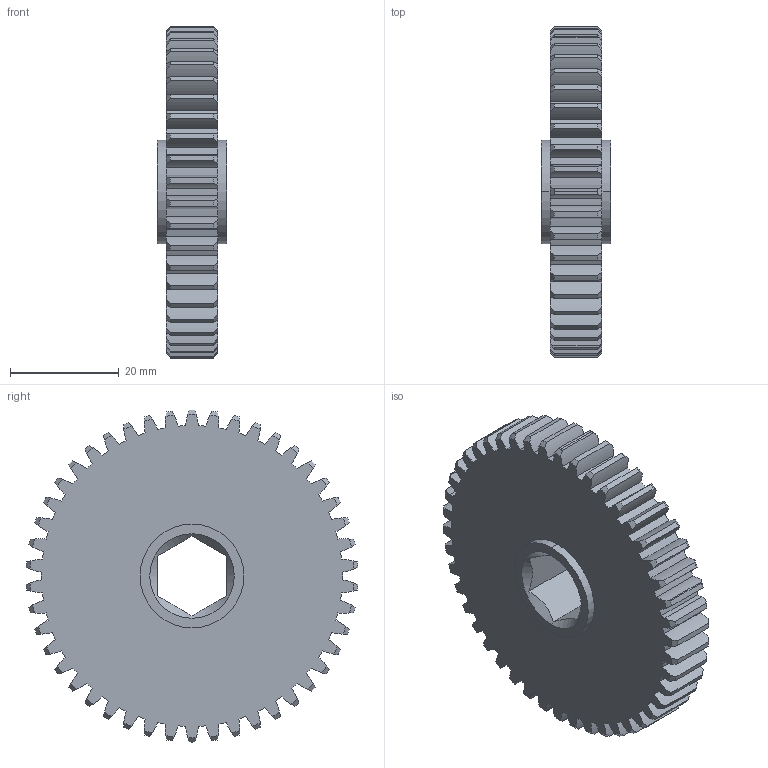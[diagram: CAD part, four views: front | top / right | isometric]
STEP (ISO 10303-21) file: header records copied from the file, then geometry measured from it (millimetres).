
FILE_DESCRIPTION (( 'STEP AP203' ), '1' );
FILE_NAME ('am-4713 46T 20DP 500hex 375 FW.STEP', '2022-05-23T16:42:15', ( '' ), ( '' ), 'SwSTEP 2.0', 'SolidWorks 2021', '' );
FILE_SCHEMA (( 'CONFIG_CONTROL_DESIGN' ));
Length unit declared in the file: inch
Products named in the file (1): am-4713 46T 20DP 500hex 375 FW
Bounding box: 12.7 x 60.88 x 60.96 mm (x, y, z)
Volume: 24177.6 mm3; surface area: 9236.8 mm2
Topology: 1 solids, 1 shells, 299 faces, 881 edges, 586 vertices
Faces by surface type: cylinder 193, cone 96, plane 10
Entity records: 10608 total; most frequent: CARTESIAN_POINT 2471, ORIENTED_EDGE 1762, DIRECTION 1759, EDGE_CURVE 881, AXIS2_PLACEMENT_3D 778, VERTEX_POINT 586, CIRCLE 478, EDGE_LOOP 303
